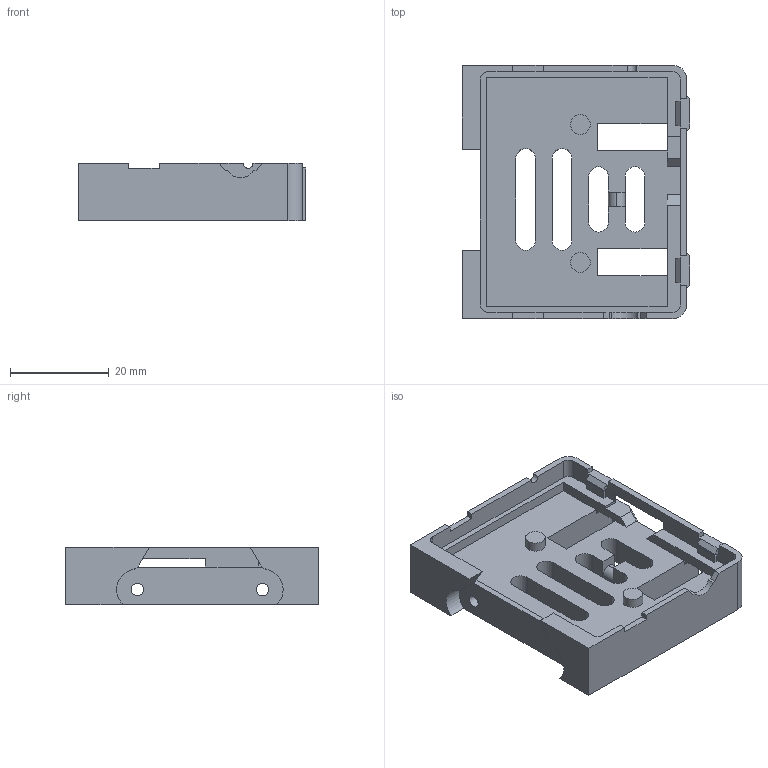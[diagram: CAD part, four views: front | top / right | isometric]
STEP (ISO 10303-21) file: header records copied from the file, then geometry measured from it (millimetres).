
FILE_DESCRIPTION(/* description */ (''),/* implementation_level */ '2;1');
FILE_NAME(/* name */ 'omhv732_rear_v22.step',/* time_stamp */ '2023-01-28T13:15:14-08:00',/* author */ (''),/* organization */ (''),/* preprocessor_version */ 'ST-DEVELOPER v19.2',/* originating_system */ 'Autodesk Translation Framework v11.17.0.187',/* authorisation */ '');
FILE_SCHEMA (('AUTOMOTIVE_DESIGN { 1 0 10303 214 3 1 1 }'));
Length unit declared in the file: millimetre
Products named in the file (1): omhv732_rear
Bounding box: 46.26 x 51.37 x 11.75 mm (x, y, z)
Volume: 11646.2 mm3; surface area: 8697.6 mm2
Topology: 1 solids, 1 shells, 471 faces, 1331 edges, 874 vertices
Faces by surface type: plane 362, bspline 81, cylinder 28
Full cylindrical faces by diameter (mm): 2.5 x2, 4 x2
Entity records: 17749 total; most frequent: CARTESIAN_POINT 6122, ORIENTED_EDGE 2662, DIRECTION 1945, EDGE_CURVE 1331, LINE 1047, VECTOR 1047, VERTEX_POINT 874, EDGE_LOOP 501
